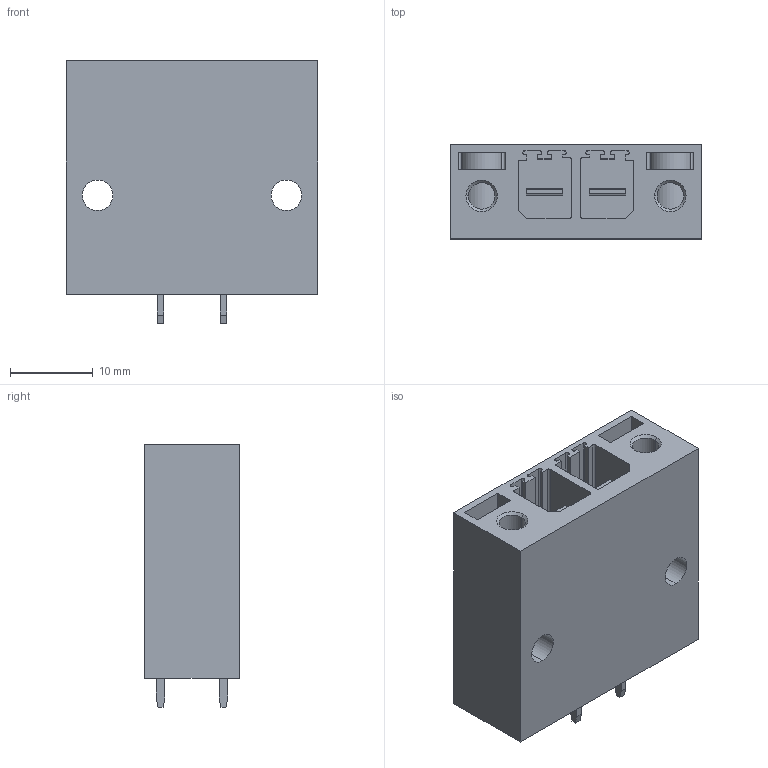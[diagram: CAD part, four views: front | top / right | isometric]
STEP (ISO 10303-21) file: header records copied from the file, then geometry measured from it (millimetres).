
FILE_DESCRIPTION(('CATIA V5 STEP Exchange','CAx-IF Rec.Pracs.--- Model Styling and Organization---1.2---2011-12-15'),'2;1');
FILE_NAME ('D1459409_0_1930710000_1930710000.stp','2018-11-29T04:03:38+00:00',('none'),('Weidmueller'),'CATIA Version 5-6 Release 2014','CATIA V5 STEP AP214','none');
FILE_SCHEMA(('AUTOMOTIVE_DESIGN { 1 0 10303 214 1 1 1 1 }'));
Length unit declared in the file: millimetre
Products named in the file (1): 1930710000
Bounding box: 30.48 x 11.4 x 31.8 mm (x, y, z)
Volume: 6593.5 mm3; surface area: 6529.6 mm2
Topology: 3 solids, 3 shells, 202 faces, 568 edges, 376 vertices
Faces by surface type: plane 158, cylinder 40, cone 4
Entity records: 5468 total; most frequent: ORIENTED_EDGE 1136, CARTESIAN_POINT 908, DIRECTION 700, EDGE_CURVE 486, VECTOR 406, LINE 406, VERTEX_POINT 314, EDGE_LOOP 226
